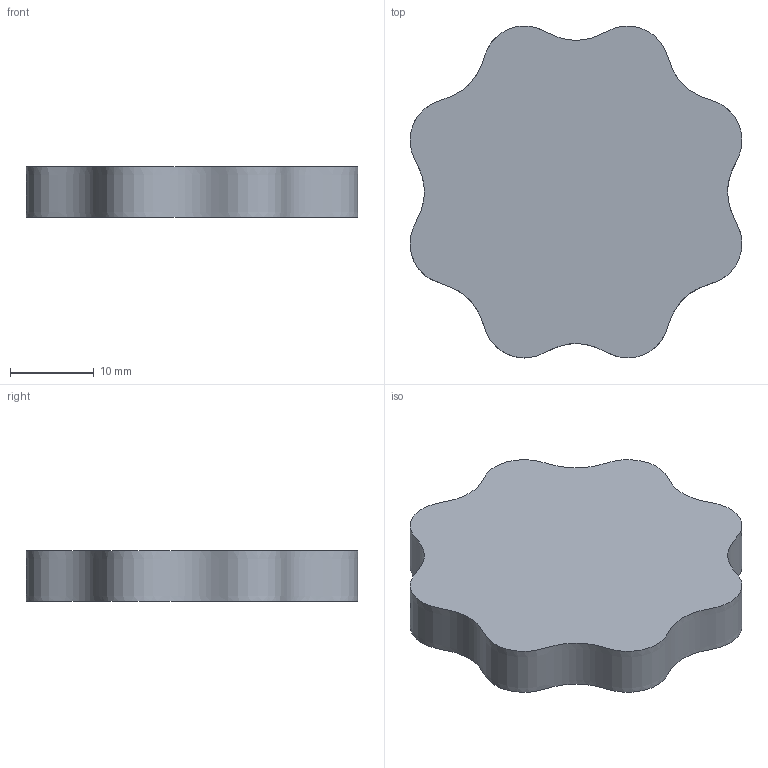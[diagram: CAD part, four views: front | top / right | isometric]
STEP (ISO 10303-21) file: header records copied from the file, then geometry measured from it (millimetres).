
FILE_DESCRIPTION(('Open CASCADE Model'),'2;1');
FILE_NAME('Open CASCADE Shape Model','2026-02-16T21:02:32',('Author'),( 'Open CASCADE'),'Open CASCADE STEP processor 7.8','Open CASCADE 7.8' ,'Unknown');
FILE_SCHEMA(('AUTOMOTIVE_DESIGN { 1 0 10303 214 1 1 1 1 }'));
Length unit declared in the file: millimetre
Products named in the file (1): Open CASCADE STEP translator 7.8 1
Bounding box: 39.68 x 39.69 x 6 mm (x, y, z)
Volume: 7319.3 mm3; surface area: 3222 mm2
Topology: 1 solids, 1 shells, 3 faces, 3 edges, 2 vertices
Faces by surface type: plane 2, extrusion 1
Entity records: 3708 total; most frequent: CARTESIAN_POINT 3625, DIRECTION 12, ORIENTED_EDGE 6, VECTOR 6, PCURVE 6, DEFINITIONAL_REPRESENTATION 6, LINE 5, B_SPLINE_CURVE_WITH_KNOTS 5
